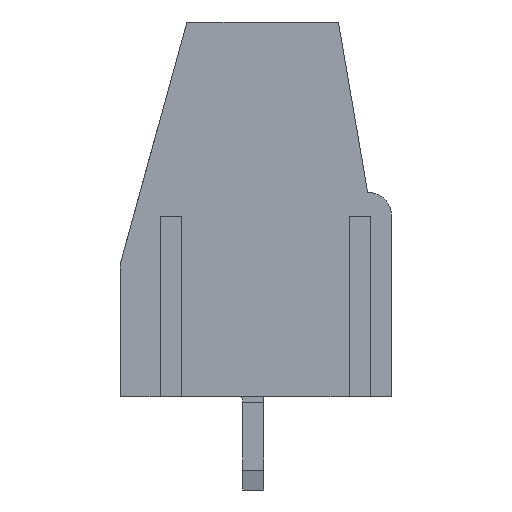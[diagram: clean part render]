
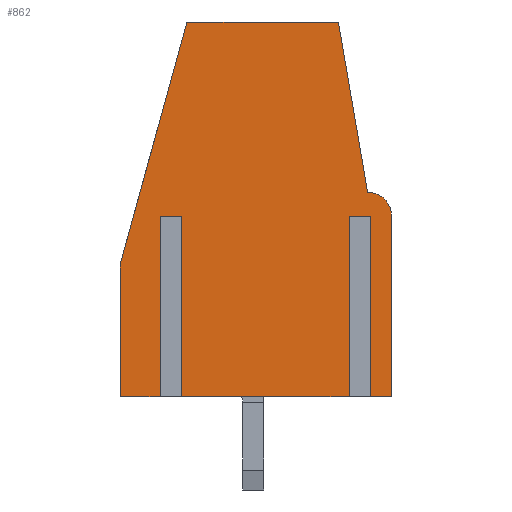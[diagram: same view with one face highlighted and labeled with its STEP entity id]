
A CAD part, left-side view. The second image highlights one B-rep face of the part: STEP entity #862.
In plain terms, the highlighted planar face has unit normal (-1, 0, 0).
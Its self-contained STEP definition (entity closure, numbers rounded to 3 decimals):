
#862=ADVANCED_FACE('',(#4226),#4228,.T.);
#4226=FACE_BOUND('',#4227,.T.);
#4227=EDGE_LOOP('',(#7099,#7100,#7101,#7102,#7103,#7104,#7105,#7106,#7107,#7108,
#7109,#7110,#7111,#7112,#7113));
#4228=PLANE('',#4229);
#4229=AXIS2_PLACEMENT_3D('',#4230,#4231,#4232);
#4230=CARTESIAN_POINT('',(-2.5,0.,0.));
#4231=DIRECTION('',(-1.,0.,0.));
#4232=DIRECTION('',(0.,0.,-1.));
#7099=ORIENTED_EDGE('',*,*,#9015,.F.);
#7100=ORIENTED_EDGE('',*,*,#9016,.F.);
#7101=ORIENTED_EDGE('',*,*,#9017,.F.);
#7102=ORIENTED_EDGE('',*,*,#8778,.T.);
#7103=ORIENTED_EDGE('',*,*,#9018,.F.);
#7104=ORIENTED_EDGE('',*,*,#9019,.F.);
#7105=ORIENTED_EDGE('',*,*,#9020,.F.);
#7106=ORIENTED_EDGE('',*,*,#8774,.T.);
#7107=ORIENTED_EDGE('',*,*,#8986,.T.);
#7108=ORIENTED_EDGE('',*,*,#8984,.T.);
#7109=ORIENTED_EDGE('',*,*,#8982,.T.);
#7110=ORIENTED_EDGE('',*,*,#8973,.T.);
#7111=ORIENTED_EDGE('',*,*,#8956,.T.);
#7112=ORIENTED_EDGE('',*,*,#8946,.T.);
#7113=ORIENTED_EDGE('',*,*,#8782,.T.);
#8774=EDGE_CURVE('',#9799,#9797,#9800,.T.);
#8778=EDGE_CURVE('',#9807,#9805,#9808,.T.);
#8782=EDGE_CURVE('',#9815,#9813,#9816,.T.);
#8946=EDGE_CURVE('',#10136,#9815,#10137,.T.);
#8956=EDGE_CURVE('',#10153,#10136,#10154,.T.);
#8973=EDGE_CURVE('',#10181,#10153,#10182,.T.);
#8982=EDGE_CURVE('',#10198,#10181,#10199,.T.);
#8984=EDGE_CURVE('',#10201,#10198,#10202,.T.);
#8986=EDGE_CURVE('',#9797,#10201,#10204,.T.);
#9015=EDGE_CURVE('',#10261,#9813,#10262,.T.);
#9016=EDGE_CURVE('',#10263,#10261,#10264,.F.);
#9017=EDGE_CURVE('',#9807,#10263,#10265,.T.);
#9018=EDGE_CURVE('',#10266,#9805,#10267,.T.);
#9019=EDGE_CURVE('',#10268,#10266,#10269,.F.);
#9020=EDGE_CURVE('',#9799,#10268,#10270,.T.);
#9797=VERTEX_POINT('',#11456);
#9799=VERTEX_POINT('',#11460);
#9800=LINE('',#11461,#11462);
#9805=VERTEX_POINT('',#11472);
#9807=VERTEX_POINT('',#11476);
#9808=LINE('',#11477,#11478);
#9813=VERTEX_POINT('',#11488);
#9815=VERTEX_POINT('',#11492);
#9816=LINE('',#11493,#11494);
#10136=VERTEX_POINT('',#12141);
#10137=LINE('',#12142,#12143);
#10153=VERTEX_POINT('',#12178);
#10154=LINE('',#12179,#12180);
#10181=VERTEX_POINT('',#12240);
#10182=LINE('',#12241,#12242);
#10198=VERTEX_POINT('',#12282);
#10199=LINE('',#12283,#12284);
#10201=VERTEX_POINT('',#12289);
#10202=CIRCLE('',#12290,0.9);
#10204=LINE('',#12297,#12298);
#10261=VERTEX_POINT('',#12412);
#10262=LINE('',#12413,#12414);
#10263=VERTEX_POINT('',#12416);
#10264=LINE('',#12417,#12418);
#10265=LINE('',#12420,#12421);
#10266=VERTEX_POINT('',#12423);
#10267=LINE('',#12424,#12425);
#10268=VERTEX_POINT('',#12427);
#10269=LINE('',#12428,#12429);
#10270=LINE('',#12431,#12432);
#11456=CARTESIAN_POINT('',(-2.5,-5.2,0.));
#11460=CARTESIAN_POINT('',(-2.5,-4.325,0.));
#11461=CARTESIAN_POINT('',(-2.5,-4.325,0.));
#11462=VECTOR('',#11463,1.);
#11463=DIRECTION('',(0.,-1.,0.));
#11472=CARTESIAN_POINT('',(-2.5,-3.675,0.));
#11476=CARTESIAN_POINT('',(-2.5,2.775,0.));
#11477=CARTESIAN_POINT('',(-2.5,2.775,0.));
#11478=VECTOR('',#11479,1.);
#11479=DIRECTION('',(0.,-1.,0.));
#11488=CARTESIAN_POINT('',(-2.5,3.425,0.));
#11492=CARTESIAN_POINT('',(-2.5,5.,0.));
#11493=CARTESIAN_POINT('',(-2.5,5.,0.));
#11494=VECTOR('',#11495,1.);
#11495=DIRECTION('',(0.,-1.,0.));
#12141=CARTESIAN_POINT('',(-2.5,5.,5.));
#12142=CARTESIAN_POINT('',(-2.5,5.,5.));
#12143=VECTOR('',#12144,1.);
#12144=DIRECTION('',(0.,0.,-1.));
#12178=CARTESIAN_POINT('',(-2.5,2.5,14.1));
#12179=CARTESIAN_POINT('',(-2.5,2.5,14.1));
#12180=VECTOR('',#12181,1.);
#12181=DIRECTION('',(0.,0.265,-0.964));
#12240=CARTESIAN_POINT('',(-2.5,-3.2,14.1));
#12241=CARTESIAN_POINT('',(-2.5,-3.2,14.1));
#12242=VECTOR('',#12243,1.);
#12243=DIRECTION('',(0.,1.,0.));
#12282=CARTESIAN_POINT('',(-2.5,-4.3,7.7));
#12283=CARTESIAN_POINT('',(-2.5,-4.3,7.7));
#12284=VECTOR('',#12285,1.);
#12285=DIRECTION('',(0.,0.169,0.986));
#12289=CARTESIAN_POINT('',(-2.5,-5.2,6.8));
#12290=AXIS2_PLACEMENT_3D('',#12291,#12292,#12293);
#12291=CARTESIAN_POINT('',(-2.5,-4.3,6.8));
#12292=DIRECTION('',(-1.,-0.,-0.));
#12293=DIRECTION('',(0.,-1.,0.));
#12297=CARTESIAN_POINT('',(-2.5,-5.2,0.));
#12298=VECTOR('',#12299,1.);
#12299=DIRECTION('',(0.,0.,1.));
#12412=CARTESIAN_POINT('',(-2.5,3.425,6.8));
#12413=CARTESIAN_POINT('',(-2.5,3.425,6.8));
#12414=VECTOR('',#12415,1.);
#12415=DIRECTION('',(0.,0.,-1.));
#12416=CARTESIAN_POINT('',(-2.5,2.775,6.8));
#12417=CARTESIAN_POINT('',(-2.5,3.425,6.8));
#12418=VECTOR('',#12419,1.);
#12419=DIRECTION('',(0.,-1.,0.));
#12420=CARTESIAN_POINT('',(-2.5,2.775,0.));
#12421=VECTOR('',#12422,1.);
#12422=DIRECTION('',(0.,0.,1.));
#12423=CARTESIAN_POINT('',(-2.5,-3.675,6.8));
#12424=CARTESIAN_POINT('',(-2.5,-3.675,6.8));
#12425=VECTOR('',#12426,1.);
#12426=DIRECTION('',(0.,0.,-1.));
#12427=CARTESIAN_POINT('',(-2.5,-4.325,6.8));
#12428=CARTESIAN_POINT('',(-2.5,-3.675,6.8));
#12429=VECTOR('',#12430,1.);
#12430=DIRECTION('',(0.,-1.,0.));
#12431=CARTESIAN_POINT('',(-2.5,-4.325,0.));
#12432=VECTOR('',#12433,1.);
#12433=DIRECTION('',(0.,0.,1.));
